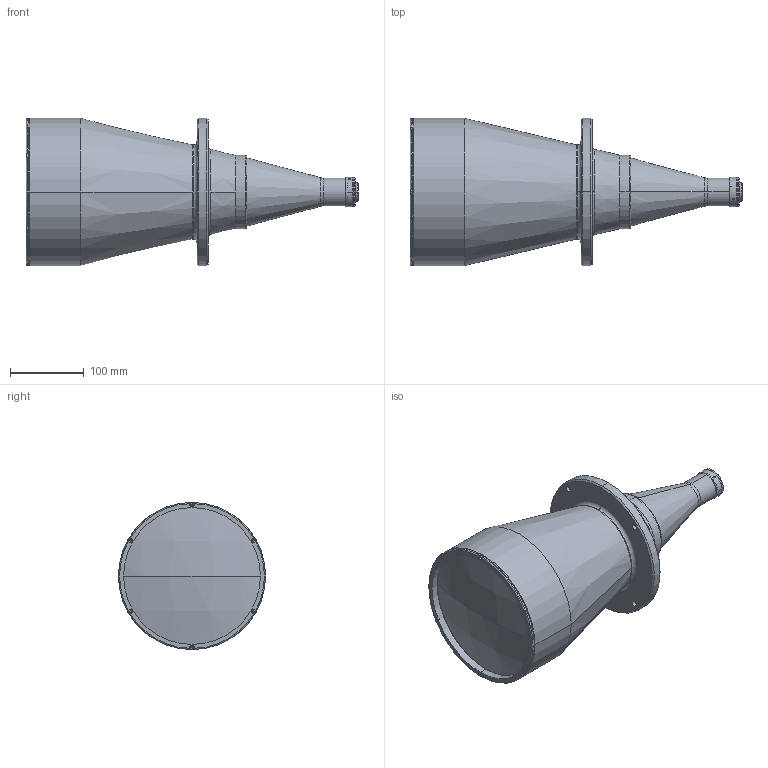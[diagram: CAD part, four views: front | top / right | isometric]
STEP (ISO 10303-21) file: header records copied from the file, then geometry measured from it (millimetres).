
FILE_DESCRIPTION (( 'STEP AP214' ), '1' );
FILE_NAME ('TC13144.STEP', '2016-10-03T09:56:06', ( '' ), ( '' ), 'SwSTEP 2.0', 'SolidWorks 2015', '' );
FILE_SCHEMA (( 'AUTOMOTIVE_DESIGN' ));
Length unit declared in the file: millimetre
Products named in the file (1): TC13144
Bounding box: 451.31 x 200 x 200 mm (x, y, z)
Surface area: 277101.4 mm2 (no closed solid volume)
Topology: 0 solids, 20 shells, 194 faces, 565 edges, 392 vertices
Faces by surface type: plane 72, cylinder 70, torus 30, cone 18, sphere 4
Entity records: 9015 total; most frequent: CARTESIAN_POINT 1500, DIRECTION 1227, ORIENTED_EDGE 958, EDGE_CURVE 565, AXIS2_PLACEMENT_3D 489, VERTEX_POINT 392, CIRCLE 294, EDGE_LOOP 251
